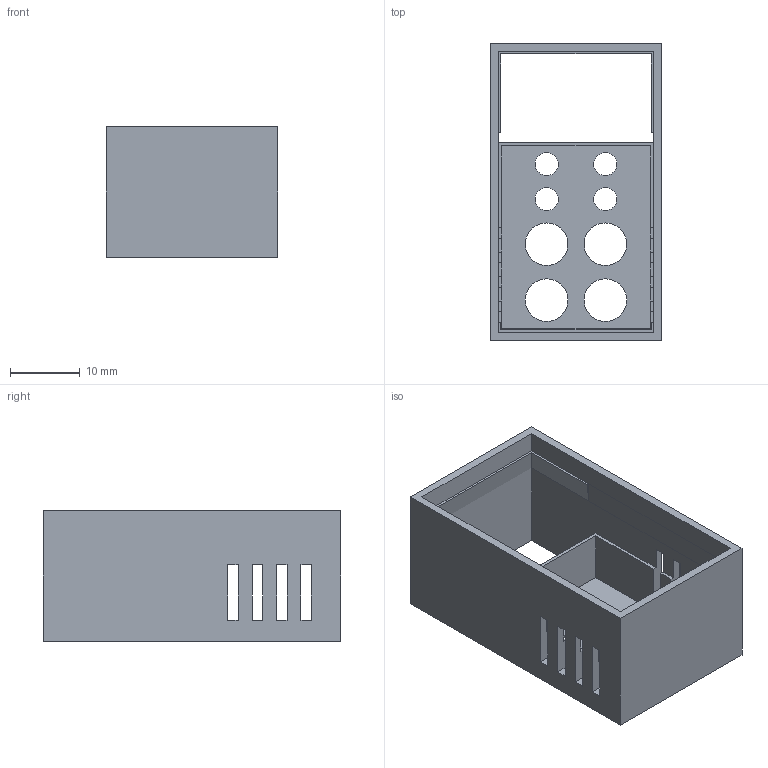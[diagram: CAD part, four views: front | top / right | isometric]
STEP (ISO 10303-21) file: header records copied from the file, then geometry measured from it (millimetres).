
FILE_DESCRIPTION(('FreeCAD Model'),'2;1');
FILE_NAME('Open CASCADE Shape Model','2025-04-14T08:50:58',(''),(''), 'Open CASCADE STEP processor 7.6','FreeCAD','Unknown');
FILE_SCHEMA(('AUTOMOTIVE_DESIGN { 1 0 10303 214 1 1 1 1 }'));
Length unit declared in the file: millimetre
Products named in the file (1): difference004
Bounding box: 24.6 x 42.6 x 18.71 mm (x, y, z)
Volume: 3381.8 mm3; surface area: 6445.2 mm2
Topology: 1 solids, 1 shells, 86 faces, 266 edges, 174 vertices
Faces by surface type: plane 78, cylinder 8
Full cylindrical faces by diameter (mm): 3.3 x4, 6.1 x4
Entity records: 6243 total; most frequent: CARTESIAN_POINT 1414, DIRECTION 713, ORIENTED_EDGE 532, PCURVE 532, DEFINITIONAL_REPRESENTATION 532, LINE 507, VECTOR 507, EDGE_CURVE 266
